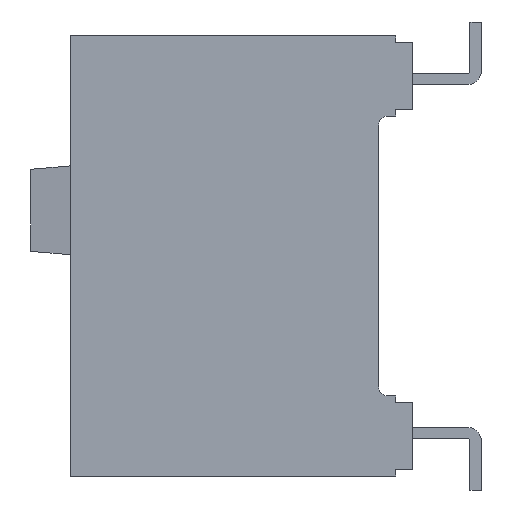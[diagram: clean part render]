
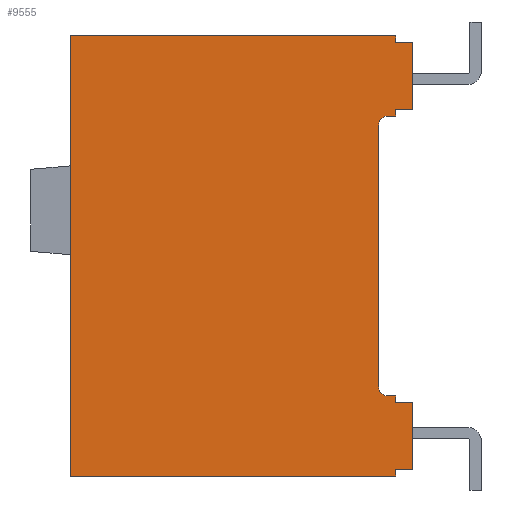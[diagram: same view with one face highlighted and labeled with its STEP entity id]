
A CAD part, left-side view. The second image highlights one B-rep face of the part: STEP entity #9555.
In plain terms, the highlighted planar face has unit normal (-1, 0, 0).
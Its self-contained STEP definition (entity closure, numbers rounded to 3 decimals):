
#10 = LINE ( 'NONE', #10056, #6104 ) ;
#58 = ORIENTED_EDGE ( 'NONE', *, *, #1378, .F. ) ;
#104 = ORIENTED_EDGE ( 'NONE', *, *, #2293, .T. ) ;
#191 = VERTEX_POINT ( 'NONE', #8449 ) ;
#226 = ORIENTED_EDGE ( 'NONE', *, *, #9622, .T. ) ;
#274 = LINE ( 'NONE', #1266, #6366 ) ;
#400 = LINE ( 'NONE', #8438, #8098 ) ;
#469 = ORIENTED_EDGE ( 'NONE', *, *, #964, .T. ) ;
#471 = CARTESIAN_POINT ( 'NONE',  ( -13.79, -0.38, 4.75 ) ) ;
#581 = PLANE ( 'NONE',  #7616 ) ;
#685 = DIRECTION ( 'NONE',  ( 0., -1., 0. ) ) ;
#964 = EDGE_CURVE ( 'NONE', #3107, #2681, #2446, .T. ) ;
#988 = VECTOR ( 'NONE', #8854, 1000. ) ;
#993 = LINE ( 'NONE', #4208, #4738 ) ;
#1007 = CARTESIAN_POINT ( 'NONE',  ( -13.79, 7.22, -4.89 ) ) ;
#1026 = VERTEX_POINT ( 'NONE', #1988 ) ;
#1061 = DIRECTION ( 'NONE',  ( 0., -1., 0. ) ) ;
#1129 = VECTOR ( 'NONE', #6270, 1000. ) ;
#1186 = VERTEX_POINT ( 'NONE', #10078 ) ;
#1236 = VERTEX_POINT ( 'NONE', #10109 ) ;
#1266 = CARTESIAN_POINT ( 'NONE',  ( -13.79, -0.38, 4.75 ) ) ;
#1319 = CARTESIAN_POINT ( 'NONE',  ( -13.79, 0., -3.11 ) ) ;
#1378 = EDGE_CURVE ( 'NONE', #9475, #9036, #6632, .T. ) ;
#1500 = EDGE_LOOP ( 'NONE', ( #7764, #9240, #8506, #58, #5066, #3457, #5434, #9205, #2389, #3203, #3334, #6076, #8204, #104, #4293, #6092, #469, #226 ) ) ;
#1599 = EDGE_CURVE ( 'NONE', #9036, #191, #3432, .T. ) ;
#1765 = EDGE_CURVE ( 'NONE', #8428, #1236, #400, .T. ) ;
#1770 = EDGE_CURVE ( 'NONE', #4610, #7151, #274, .T. ) ;
#1790 = CARTESIAN_POINT ( 'NONE',  ( -13.79, 0., -3.25 ) ) ;
#1957 = CARTESIAN_POINT ( 'NONE',  ( -13.79, 0.18, 2.91 ) ) ;
#1988 = CARTESIAN_POINT ( 'NONE',  ( -13.79, 0.18, -3.11 ) ) ;
#2251 = EDGE_CURVE ( 'NONE', #9811, #2722, #10, .T. ) ;
#2284 = DIRECTION ( 'NONE',  ( 0., 0., -1. ) ) ;
#2293 = EDGE_CURVE ( 'NONE', #2722, #1026, #3663, .T. ) ;
#2326 = CARTESIAN_POINT ( 'NONE',  ( -13.79, 7.22, -4.89 ) ) ;
#2381 = LINE ( 'NONE', #6518, #988 ) ;
#2389 = ORIENTED_EDGE ( 'NONE', *, *, #7164, .T. ) ;
#2446 = CIRCLE ( 'NONE', #2963, 0.2 ) ;
#2501 = VECTOR ( 'NONE', #6405, 1000. ) ;
#2681 = VERTEX_POINT ( 'NONE', #6851 ) ;
#2722 = VERTEX_POINT ( 'NONE', #7034 ) ;
#2885 = VERTEX_POINT ( 'NONE', #6404 ) ;
#2938 = VERTEX_POINT ( 'NONE', #1007 ) ;
#2963 = AXIS2_PLACEMENT_3D ( 'NONE', #1957, #8243, #5870 ) ;
#3043 = CARTESIAN_POINT ( 'NONE',  ( -13.79, -0.38, -3.25 ) ) ;
#3107 = VERTEX_POINT ( 'NONE', #10014 ) ;
#3118 = DIRECTION ( 'NONE',  ( 0., -1., 0. ) ) ;
#3124 = DIRECTION ( 'NONE',  ( 0., -1., 0. ) ) ;
#3203 = ORIENTED_EDGE ( 'NONE', *, *, #8996, .T. ) ;
#3254 = CIRCLE ( 'NONE', #7191, 0.2 ) ;
#3334 = ORIENTED_EDGE ( 'NONE', *, *, #1770, .F. ) ;
#3392 = EDGE_CURVE ( 'NONE', #4818, #191, #993, .T. ) ;
#3432 = LINE ( 'NONE', #9023, #9461 ) ;
#3457 = ORIENTED_EDGE ( 'NONE', *, *, #1765, .F. ) ;
#3509 = CARTESIAN_POINT ( 'NONE',  ( -13.79, -0.38, -3.25 ) ) ;
#3663 = LINE ( 'NONE', #1319, #9184 ) ;
#3681 = DIRECTION ( 'NONE',  ( 0., -1., 0. ) ) ;
#3720 = CARTESIAN_POINT ( 'NONE',  ( -13.79, -0.38, -4.75 ) ) ;
#3743 = VECTOR ( 'NONE', #3124, 1000. ) ;
#3752 = VECTOR ( 'NONE', #685, 1000. ) ;
#3821 = CARTESIAN_POINT ( 'NONE',  ( -13.79, 0., 4.89 ) ) ;
#3893 = VECTOR ( 'NONE', #7655, 1000. ) ;
#3907 = LINE ( 'NONE', #9127, #9690 ) ;
#4206 = EDGE_CURVE ( 'NONE', #9475, #1236, #7433, .T. ) ;
#4208 = CARTESIAN_POINT ( 'NONE',  ( -13.79, -0.38, 3.25 ) ) ;
#4240 = LINE ( 'NONE', #3043, #2501 ) ;
#4255 = CARTESIAN_POINT ( 'NONE',  ( -13.79, 0., -4.89 ) ) ;
#4293 = ORIENTED_EDGE ( 'NONE', *, *, #4297, .T. ) ;
#4297 = EDGE_CURVE ( 'NONE', #1026, #1186, #3254, .T. ) ;
#4346 = EDGE_CURVE ( 'NONE', #2885, #4818, #5572, .T. ) ;
#4441 = EDGE_CURVE ( 'NONE', #1186, #3107, #2381, .T. ) ;
#4542 = CARTESIAN_POINT ( 'NONE',  ( -13.79, 0., 4.89 ) ) ;
#4561 = DIRECTION ( 'NONE',  ( 0., 0., 1. ) ) ;
#4572 = DIRECTION ( 'NONE',  ( 0., 0., 1. ) ) ;
#4610 = VERTEX_POINT ( 'NONE', #3509 ) ;
#4615 = LINE ( 'NONE', #8576, #3752 ) ;
#4738 = VECTOR ( 'NONE', #1061, 1000. ) ;
#4740 = CARTESIAN_POINT ( 'NONE',  ( -13.79, 0., 3.25 ) ) ;
#4818 = VERTEX_POINT ( 'NONE', #7725 ) ;
#4932 = EDGE_CURVE ( 'NONE', #2938, #8428, #7050, .T. ) ;
#5066 = ORIENTED_EDGE ( 'NONE', *, *, #4206, .T. ) ;
#5118 = CARTESIAN_POINT ( 'NONE',  ( -13.79, 0., 4.75 ) ) ;
#5147 = LINE ( 'NONE', #3821, #7475 ) ;
#5407 = DIRECTION ( 'NONE',  ( 1., 0., 0. ) ) ;
#5434 = ORIENTED_EDGE ( 'NONE', *, *, #4932, .F. ) ;
#5572 = LINE ( 'NONE', #4740, #1129 ) ;
#5870 = DIRECTION ( 'NONE',  ( 0., 0., 1. ) ) ;
#6046 = DIRECTION ( 'NONE',  ( 0., -1., 0. ) ) ;
#6053 = VERTEX_POINT ( 'NONE', #8262 ) ;
#6076 = ORIENTED_EDGE ( 'NONE', *, *, #9691, .T. ) ;
#6092 = ORIENTED_EDGE ( 'NONE', *, *, #4441, .T. ) ;
#6104 = VECTOR ( 'NONE', #4561, 1000. ) ;
#6127 = DIRECTION ( 'NONE',  ( 1., 0., 0. ) ) ;
#6270 = DIRECTION ( 'NONE',  ( 0., 0., 1. ) ) ;
#6347 = CARTESIAN_POINT ( 'NONE',  ( -13.79, 0.18, -2.91 ) ) ;
#6366 = VECTOR ( 'NONE', #6903, 1000. ) ;
#6404 = CARTESIAN_POINT ( 'NONE',  ( -13.79, 0., 3.11 ) ) ;
#6405 = DIRECTION ( 'NONE',  ( 0., 1., 0. ) ) ;
#6518 = CARTESIAN_POINT ( 'NONE',  ( -13.79, 0.38, 2.91 ) ) ;
#6632 = LINE ( 'NONE', #8788, #7012 ) ;
#6851 = CARTESIAN_POINT ( 'NONE',  ( -13.79, 0.18, 3.11 ) ) ;
#6903 = DIRECTION ( 'NONE',  ( 0., 0., -1. ) ) ;
#7012 = VECTOR ( 'NONE', #3118, 1000. ) ;
#7034 = CARTESIAN_POINT ( 'NONE',  ( -13.79, 0., -3.11 ) ) ;
#7050 = LINE ( 'NONE', #7967, #8916 ) ;
#7151 = VERTEX_POINT ( 'NONE', #3720 ) ;
#7164 = EDGE_CURVE ( 'NONE', #7578, #6053, #5147, .T. ) ;
#7191 = AXIS2_PLACEMENT_3D ( 'NONE', #6347, #5407, #2284 ) ;
#7433 = LINE ( 'NONE', #4542, #3893 ) ;
#7475 = VECTOR ( 'NONE', #4572, 1000. ) ;
#7578 = VERTEX_POINT ( 'NONE', #4255 ) ;
#7592 = CARTESIAN_POINT ( 'NONE',  ( -13.79, 7.22, 4.89 ) ) ;
#7616 = AXIS2_PLACEMENT_3D ( 'NONE', #7824, #6127, #9348 ) ;
#7655 = DIRECTION ( 'NONE',  ( 0., 0., 1. ) ) ;
#7725 = CARTESIAN_POINT ( 'NONE',  ( -13.79, 0., 3.25 ) ) ;
#7764 = ORIENTED_EDGE ( 'NONE', *, *, #4346, .T. ) ;
#7824 = CARTESIAN_POINT ( 'NONE',  ( -13.79, 7.22, 4.89 ) ) ;
#7967 = CARTESIAN_POINT ( 'NONE',  ( -13.79, 7.22, 4.89 ) ) ;
#8098 = VECTOR ( 'NONE', #3681, 1000. ) ;
#8204 = ORIENTED_EDGE ( 'NONE', *, *, #2251, .T. ) ;
#8243 = DIRECTION ( 'NONE',  ( 1., 0., 0. ) ) ;
#8262 = CARTESIAN_POINT ( 'NONE',  ( -13.79, 0., -4.75 ) ) ;
#8428 = VERTEX_POINT ( 'NONE', #7592 ) ;
#8438 = CARTESIAN_POINT ( 'NONE',  ( -13.79, 7.22, 4.89 ) ) ;
#8449 = CARTESIAN_POINT ( 'NONE',  ( -13.79, -0.38, 3.25 ) ) ;
#8450 = FACE_OUTER_BOUND ( 'NONE', #1500, .T. ) ;
#8506 = ORIENTED_EDGE ( 'NONE', *, *, #1599, .F. ) ;
#8576 = CARTESIAN_POINT ( 'NONE',  ( -13.79, 0., 3.11 ) ) ;
#8788 = CARTESIAN_POINT ( 'NONE',  ( -13.79, 0., 4.75 ) ) ;
#8797 = LINE ( 'NONE', #2326, #3743 ) ;
#8854 = DIRECTION ( 'NONE',  ( 0., 0., 1. ) ) ;
#8916 = VECTOR ( 'NONE', #10298, 1000. ) ;
#8996 = EDGE_CURVE ( 'NONE', #6053, #7151, #3907, .T. ) ;
#9023 = CARTESIAN_POINT ( 'NONE',  ( -13.79, -0.38, 4.75 ) ) ;
#9036 = VERTEX_POINT ( 'NONE', #471 ) ;
#9127 = CARTESIAN_POINT ( 'NONE',  ( -13.79, 0., -4.75 ) ) ;
#9184 = VECTOR ( 'NONE', #9263, 1000. ) ;
#9205 = ORIENTED_EDGE ( 'NONE', *, *, #10238, .T. ) ;
#9240 = ORIENTED_EDGE ( 'NONE', *, *, #3392, .T. ) ;
#9263 = DIRECTION ( 'NONE',  ( 0., 1., 0. ) ) ;
#9348 = DIRECTION ( 'NONE',  ( 0., 0., -1. ) ) ;
#9461 = VECTOR ( 'NONE', #9929, 1000. ) ;
#9475 = VERTEX_POINT ( 'NONE', #5118 ) ;
#9555 = ADVANCED_FACE ( 'NONE', ( #8450 ), #581, .F. ) ;
#9622 = EDGE_CURVE ( 'NONE', #2681, #2885, #4615, .T. ) ;
#9690 = VECTOR ( 'NONE', #6046, 1000. ) ;
#9691 = EDGE_CURVE ( 'NONE', #4610, #9811, #4240, .T. ) ;
#9811 = VERTEX_POINT ( 'NONE', #1790 ) ;
#9929 = DIRECTION ( 'NONE',  ( 0., 0., -1. ) ) ;
#10014 = CARTESIAN_POINT ( 'NONE',  ( -13.79, 0.38, 2.91 ) ) ;
#10056 = CARTESIAN_POINT ( 'NONE',  ( -13.79, 0., -3.25 ) ) ;
#10078 = CARTESIAN_POINT ( 'NONE',  ( -13.79, 0.38, -2.91 ) ) ;
#10109 = CARTESIAN_POINT ( 'NONE',  ( -13.79, 0., 4.89 ) ) ;
#10238 = EDGE_CURVE ( 'NONE', #2938, #7578, #8797, .T. ) ;
#10298 = DIRECTION ( 'NONE',  ( 0., 0., 1. ) ) ;
